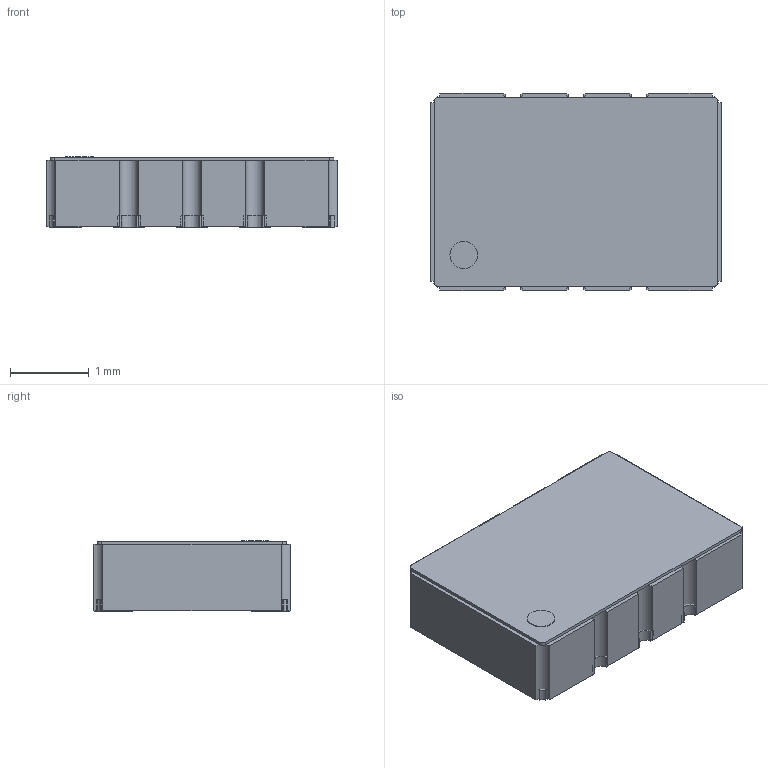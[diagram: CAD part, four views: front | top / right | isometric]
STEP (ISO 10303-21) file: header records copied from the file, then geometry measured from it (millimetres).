
FILE_DESCRIPTION(('FreeCAD Model'),'2;1');
FILE_NAME('13216468.2.1.stp','2020-11-13T19:13:10',( 'Author'),(''),'Open CASCADE STEP processor 6.9','FreeCAD','Unknown' );
FILE_SCHEMA(('AUTOMOTIVE_DESIGN { 1 0 10303 214 1 1 1 1 }'));
Length unit declared in the file: millimetre
Products named in the file (5): ASSEMBLY; Pad28; Pad30; Body; Terminal
Assembly tree (4 placements, depth 2):
  ASSEMBLY
    Pad28
    Pad30
    Body
    Terminal
Bounding box: 3.7 x 2.5 x 0.9 mm (x, y, z)
Volume: 8.2 mm3; surface area: 53.3 mm2
Topology: 13 solids, 13 shells, 133 faces, 321 edges, 214 vertices
Faces by surface type: plane 107, cylinder 26
Entity records: 8244 total; most frequent: CARTESIAN_POINT 1543, DIRECTION 1213, LINE 811, VECTOR 811, ORIENTED_EDGE 642, PCURVE 642, DEFINITIONAL_REPRESENTATION 642, EDGE_CURVE 321
